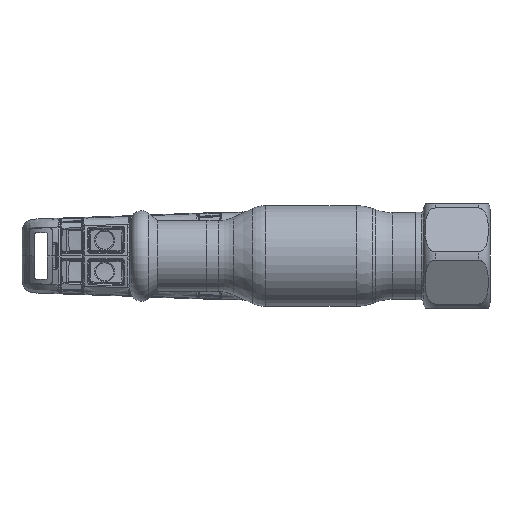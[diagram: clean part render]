
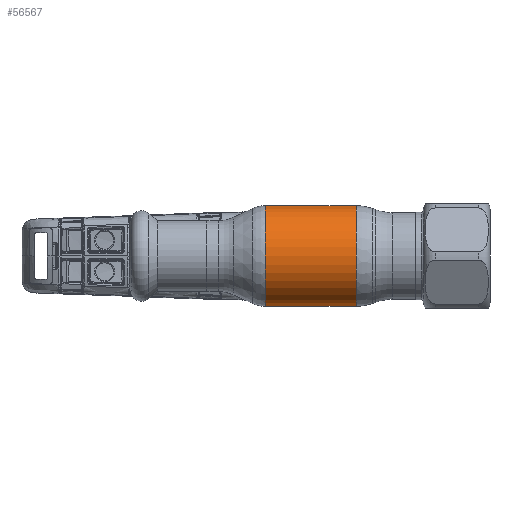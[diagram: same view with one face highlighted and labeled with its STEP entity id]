
A CAD part, front view. The second image highlights one B-rep face of the part: STEP entity #56567.
In plain terms, the highlighted cylindrical face has radius 13 mm (diameter 26 mm), a partial arc.
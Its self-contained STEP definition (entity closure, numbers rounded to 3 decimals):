
#1078 = AXIS2_PLACEMENT_3D ( 'NONE', #7286, #6858, #52099 ) ;
#2927 = LINE ( 'NONE', #62067, #26907 ) ;
#3367 = VERTEX_POINT ( 'NONE', #34073 ) ;
#5739 = AXIS2_PLACEMENT_3D ( 'NONE', #42998, #33465, #53634 ) ;
#6858 = DIRECTION ( 'NONE',  ( -1., 0., 0. ) ) ;
#7286 = CARTESIAN_POINT ( 'NONE',  ( -62.69, 0., 0. ) ) ;
#7851 = DIRECTION ( 'NONE',  ( -1., 0., 0. ) ) ;
#7865 = DIRECTION ( 'NONE',  ( -1., 0., 0. ) ) ;
#11030 = LINE ( 'NONE', #57225, #24277 ) ;
#12784 = DIRECTION ( 'NONE',  ( 0., 0., 1. ) ) ;
#16224 = CYLINDRICAL_SURFACE ( 'NONE', #1078, 13. ) ;
#18297 = EDGE_CURVE ( 'NONE', #52373, #3367, #51586, .T. ) ;
#20778 = FACE_OUTER_BOUND ( 'NONE', #24125, .T. ) ;
#24125 = EDGE_LOOP ( 'NONE', ( #56941, #56213, #34835, #27892 ) ) ;
#24277 = VECTOR ( 'NONE', #7865, 1000. ) ;
#24531 = EDGE_CURVE ( 'NONE', #27513, #27504, #39935, .T. ) ;
#26907 = VECTOR ( 'NONE', #57542, 1000. ) ;
#27504 = VERTEX_POINT ( 'NONE', #43879 ) ;
#27513 = VERTEX_POINT ( 'NONE', #29673 ) ;
#27892 = ORIENTED_EDGE ( 'NONE', *, *, #18297, .F. ) ;
#29673 = CARTESIAN_POINT ( 'NONE',  ( 11.634, 0., -13. ) ) ;
#33465 = DIRECTION ( 'NONE',  ( -1., 0., 0. ) ) ;
#34073 = CARTESIAN_POINT ( 'NONE',  ( -11.876, 0., 13. ) ) ;
#34835 = ORIENTED_EDGE ( 'NONE', *, *, #62491, .T. ) ;
#35132 = AXIS2_PLACEMENT_3D ( 'NONE', #48129, #7851, #12784 ) ;
#39935 = CIRCLE ( 'NONE', #35132, 13. ) ;
#42998 = CARTESIAN_POINT ( 'NONE',  ( -11.876, 0., 0. ) ) ;
#43879 = CARTESIAN_POINT ( 'NONE',  ( 11.634, 0., 13. ) ) ;
#45975 = CARTESIAN_POINT ( 'NONE',  ( -11.876, 0., -13. ) ) ;
#48129 = CARTESIAN_POINT ( 'NONE',  ( 11.634, 0., 0. ) ) ;
#51586 = CIRCLE ( 'NONE', #5739, 13. ) ;
#52099 = DIRECTION ( 'NONE',  ( 0., 0., 1. ) ) ;
#52373 = VERTEX_POINT ( 'NONE', #45975 ) ;
#53634 = DIRECTION ( 'NONE',  ( 0., 0., 1. ) ) ;
#56213 = ORIENTED_EDGE ( 'NONE', *, *, #24531, .T. ) ;
#56567 = ADVANCED_FACE ( 'NONE', ( #20778 ), #16224, .T. ) ;
#56941 = ORIENTED_EDGE ( 'NONE', *, *, #61869, .F. ) ;
#57225 = CARTESIAN_POINT ( 'NONE',  ( -62.69, 0., -13. ) ) ;
#57542 = DIRECTION ( 'NONE',  ( -1., 0., 0. ) ) ;
#61869 = EDGE_CURVE ( 'NONE', #27513, #52373, #11030, .T. ) ;
#62067 = CARTESIAN_POINT ( 'NONE',  ( -62.69, 0., 13. ) ) ;
#62491 = EDGE_CURVE ( 'NONE', #27504, #3367, #2927, .T. ) ;
